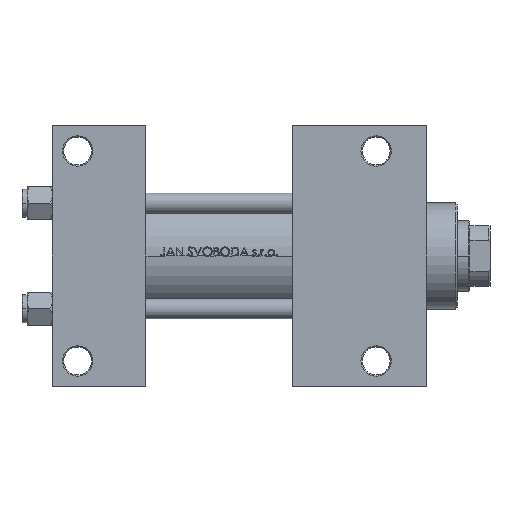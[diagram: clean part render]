
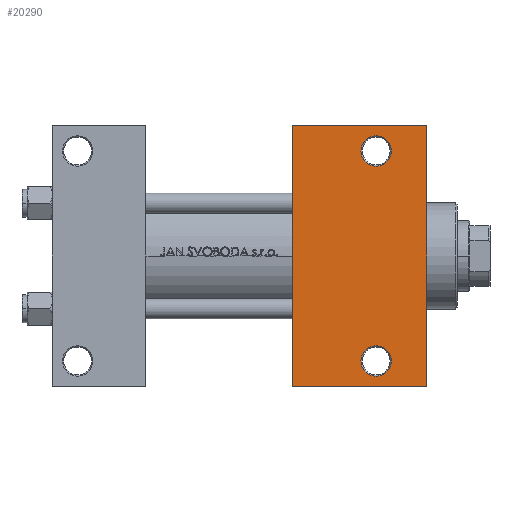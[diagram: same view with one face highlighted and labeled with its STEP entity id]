
A CAD part, front view. The second image highlights one B-rep face of the part: STEP entity #20290.
In plain terms, the highlighted face is planar.
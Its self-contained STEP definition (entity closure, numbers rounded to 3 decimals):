
#802 = CARTESIAN_POINT ( 'NONE',  ( 95., -51.5, -30. ) ) ;
#804 = ORIENTED_EDGE ( 'NONE', *, *, #36120, .T. ) ;
#1005 = VERTEX_POINT ( 'NONE', #15219 ) ;
#1470 = VERTEX_POINT ( 'NONE', #11408 ) ;
#2095 = CARTESIAN_POINT ( 'NONE',  ( 95., 30., -30. ) ) ;
#2256 = VERTEX_POINT ( 'NONE', #802 ) ;
#2344 = LINE ( 'NONE', #2095, #39119 ) ;
#2488 = CARTESIAN_POINT ( 'NONE',  ( 128., 41.5, -30. ) ) ;
#4196 = FACE_BOUND ( 'NONE', #13779, .T. ) ;
#4742 = CARTESIAN_POINT ( 'NONE',  ( 128., 41.5, -30. ) ) ;
#5759 = ORIENTED_EDGE ( 'NONE', *, *, #30974, .T. ) ;
#7582 = CIRCLE ( 'NONE', #13952, 6. ) ;
#7937 = DIRECTION ( 'NONE',  ( 0., 1., 0. ) ) ;
#8170 = PLANE ( 'NONE',  #39291 ) ;
#11391 = EDGE_LOOP ( 'NONE', ( #24223, #5759, #16979, #17584 ) ) ;
#11408 = CARTESIAN_POINT ( 'NONE',  ( 122., -41.5, -30. ) ) ;
#11418 = FACE_OUTER_BOUND ( 'NONE', #11391, .T. ) ;
#11537 = CARTESIAN_POINT ( 'NONE',  ( 95., 51.5, -30. ) ) ;
#11664 = CARTESIAN_POINT ( 'NONE',  ( 148., 30., -30. ) ) ;
#13779 = EDGE_LOOP ( 'NONE', ( #24794, #43728 ) ) ;
#13952 = AXIS2_PLACEMENT_3D ( 'NONE', #4742, #16202, #31405 ) ;
#13958 = DIRECTION ( 'NONE',  ( 0., 1., 0. ) ) ;
#14568 = DIRECTION ( 'NONE',  ( 0., 1., 0. ) ) ;
#14716 = VERTEX_POINT ( 'NONE', #18691 ) ;
#15048 = DIRECTION ( 'NONE',  ( 1., 0., 0. ) ) ;
#15219 = CARTESIAN_POINT ( 'NONE',  ( 148., 51.5, -30. ) ) ;
#16202 = DIRECTION ( 'NONE',  ( 0., 0., 1. ) ) ;
#16979 = ORIENTED_EDGE ( 'NONE', *, *, #39408, .T. ) ;
#17584 = ORIENTED_EDGE ( 'NONE', *, *, #21031, .T. ) ;
#18422 = DIRECTION ( 'NONE',  ( -1., 0., 0. ) ) ;
#18691 = CARTESIAN_POINT ( 'NONE',  ( 95., 51.5, -30. ) ) ;
#18805 = DIRECTION ( 'NONE',  ( 0., 0., 1. ) ) ;
#19007 = EDGE_CURVE ( 'NONE', #41772, #1470, #38464, .T. ) ;
#19650 = CARTESIAN_POINT ( 'NONE',  ( 122., 41.5, -30. ) ) ;
#20266 = CARTESIAN_POINT ( 'NONE',  ( 134., -41.5, -30. ) ) ;
#20290 = ADVANCED_FACE ( 'NONE', ( #4196, #49333, #11418 ), #8170, .T. ) ;
#20422 = CARTESIAN_POINT ( 'NONE',  ( 148., 30., -30. ) ) ;
#20808 = VECTOR ( 'NONE', #31883, 1000. ) ;
#21031 = EDGE_CURVE ( 'NONE', #42033, #2256, #22412, .T. ) ;
#22198 = CIRCLE ( 'NONE', #31750, 6. ) ;
#22412 = LINE ( 'NONE', #44598, #24981 ) ;
#23025 = LINE ( 'NONE', #11537, #26947 ) ;
#24223 = ORIENTED_EDGE ( 'NONE', *, *, #39669, .F. ) ;
#24557 = DIRECTION ( 'NONE',  ( 0., 1., 0. ) ) ;
#24794 = ORIENTED_EDGE ( 'NONE', *, *, #43711, .T. ) ;
#24981 = VECTOR ( 'NONE', #18422, 1000. ) ;
#25260 = CARTESIAN_POINT ( 'NONE',  ( 148., -51.5, -30. ) ) ;
#26947 = VECTOR ( 'NONE', #15048, 1000. ) ;
#27975 = CARTESIAN_POINT ( 'NONE',  ( 134., 41.5, -30. ) ) ;
#30974 = EDGE_CURVE ( 'NONE', #14716, #1005, #23025, .T. ) ;
#31329 = VERTEX_POINT ( 'NONE', #19650 ) ;
#31405 = DIRECTION ( 'NONE',  ( 0., 1., 0. ) ) ;
#31750 = AXIS2_PLACEMENT_3D ( 'NONE', #42231, #18805, #14568 ) ;
#31766 = DIRECTION ( 'NONE',  ( 0., -1., 0. ) ) ;
#31883 = DIRECTION ( 'NONE',  ( 0., -1., 0. ) ) ;
#33126 = AXIS2_PLACEMENT_3D ( 'NONE', #2488, #48115, #13958 ) ;
#33490 = ORIENTED_EDGE ( 'NONE', *, *, #19007, .T. ) ;
#35642 = LINE ( 'NONE', #20422, #20808 ) ;
#36120 = EDGE_CURVE ( 'NONE', #1470, #41772, #22198, .T. ) ;
#38032 = VERTEX_POINT ( 'NONE', #27975 ) ;
#38113 = DIRECTION ( 'NONE',  ( 0., 0., -1. ) ) ;
#38464 = CIRCLE ( 'NONE', #44939, 6. ) ;
#39119 = VECTOR ( 'NONE', #31766, 1000. ) ;
#39182 = EDGE_LOOP ( 'NONE', ( #804, #33490 ) ) ;
#39291 = AXIS2_PLACEMENT_3D ( 'NONE', #11664, #38113, #7937 ) ;
#39408 = EDGE_CURVE ( 'NONE', #1005, #42033, #35642, .T. ) ;
#39669 = EDGE_CURVE ( 'NONE', #14716, #2256, #2344, .T. ) ;
#41772 = VERTEX_POINT ( 'NONE', #20266 ) ;
#42033 = VERTEX_POINT ( 'NONE', #25260 ) ;
#42231 = CARTESIAN_POINT ( 'NONE',  ( 128., -41.5, -30. ) ) ;
#43238 = DIRECTION ( 'NONE',  ( 0., 0., 1. ) ) ;
#43711 = EDGE_CURVE ( 'NONE', #31329, #38032, #7582, .T. ) ;
#43728 = ORIENTED_EDGE ( 'NONE', *, *, #45682, .T. ) ;
#44598 = CARTESIAN_POINT ( 'NONE',  ( 95., -51.5, -30. ) ) ;
#44939 = AXIS2_PLACEMENT_3D ( 'NONE', #48213, #43238, #24557 ) ;
#45682 = EDGE_CURVE ( 'NONE', #38032, #31329, #46652, .T. ) ;
#46652 = CIRCLE ( 'NONE', #33126, 6. ) ;
#48115 = DIRECTION ( 'NONE',  ( 0., 0., 1. ) ) ;
#48213 = CARTESIAN_POINT ( 'NONE',  ( 128., -41.5, -30. ) ) ;
#49333 = FACE_BOUND ( 'NONE', #39182, .T. ) ;
